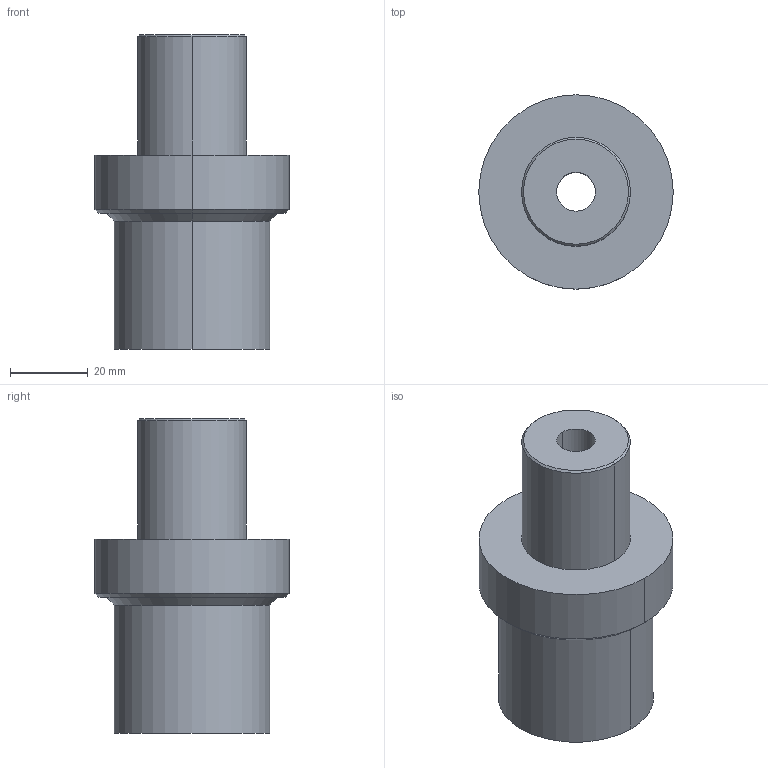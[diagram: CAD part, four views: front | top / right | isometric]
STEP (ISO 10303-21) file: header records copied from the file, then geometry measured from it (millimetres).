
FILE_DESCRIPTION((''),'2;1');
FILE_NAME('8424004012','2021-10-06T15:43:00',('thiemer'),(''),'CREO PARAMETRIC BY PTC INC, 2021164','CREO PARAMETRIC BY PTC INC, 2021164','');
FILE_SCHEMA(('AUTOMOTIVE_DESIGN { 1 0 10303 214 1 1 1 1 }'));
Length unit declared in the file: millimetre
Products named in the file (1): 8424004012
Bounding box: 50 x 50 x 81 mm (x, y, z)
Volume: 80206.6 mm3; surface area: 16351.3 mm2
Topology: 1 solids, 1 shells, 21 faces, 42 edges, 26 vertices
Faces by surface type: cylinder 10, cone 6, plane 5
Entity records: 1002 total; most frequent: DIRECTION 144, CARTESIAN_POINT 113, ORIENTED_EDGE 84, AXIS2_PLACEMENT_3D 59, PRESENTATION_STYLE_ASSIGNMENT 56, STYLED_ITEM 56, CURVE_STYLE 55, EDGE_CURVE 42
